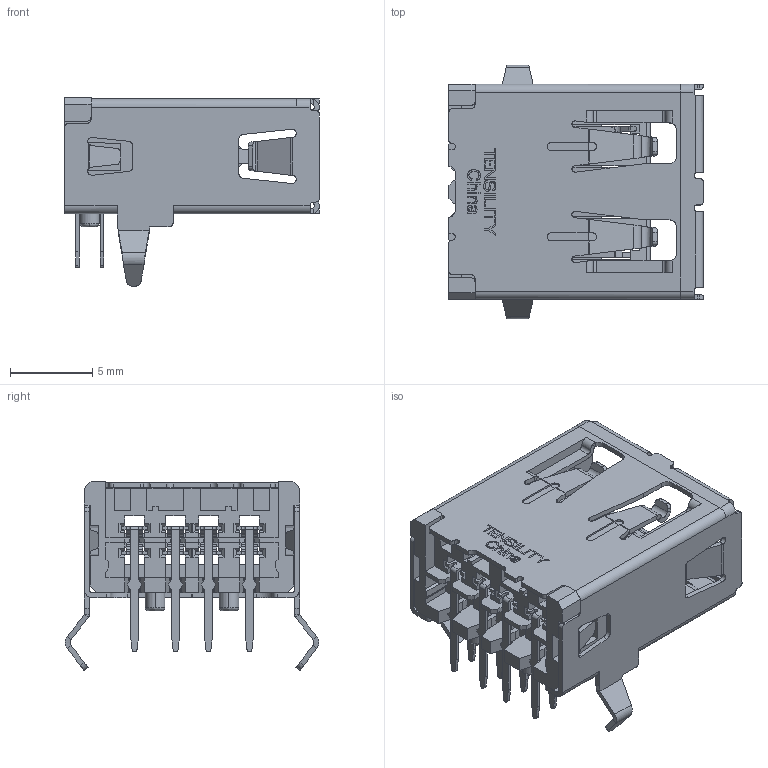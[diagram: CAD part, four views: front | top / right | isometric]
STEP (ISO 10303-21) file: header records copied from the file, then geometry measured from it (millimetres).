
FILE_DESCRIPTION (( 'STEP AP203' ), '1' );
FILE_NAME ('54-00030_revA_4.STEP', '2016-12-20T19:30:40', ( '' ), ( '' ), 'SwSTEP 2.0', 'SolidWorks 2015', '' );
FILE_SCHEMA (( 'CONFIG_CONTROL_DESIGN' ));
Length unit declared in the file: millimetre
Products named in the file (1): 54-00030_revA_4
Bounding box: 15.5 x 15.45 x 11.5 mm (x, y, z)
Volume: 526.1 mm3; surface area: 2285.2 mm2
Topology: 10 solids, 10 shells, 1754 faces, 4890 edges, 3142 vertices
Faces by surface type: plane 1140, cylinder 476, bspline 138
Entity records: 62607 total; most frequent: CARTESIAN_POINT 19734, ORIENTED_EDGE 9772, DIRECTION 7545, EDGE_CURVE 4886, LINE 3489, VECTOR 3489, VERTEX_POINT 3142, AXIS2_PLACEMENT_3D 2028
